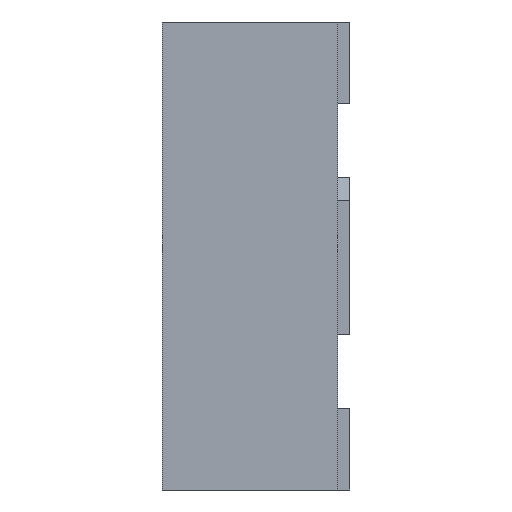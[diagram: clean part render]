
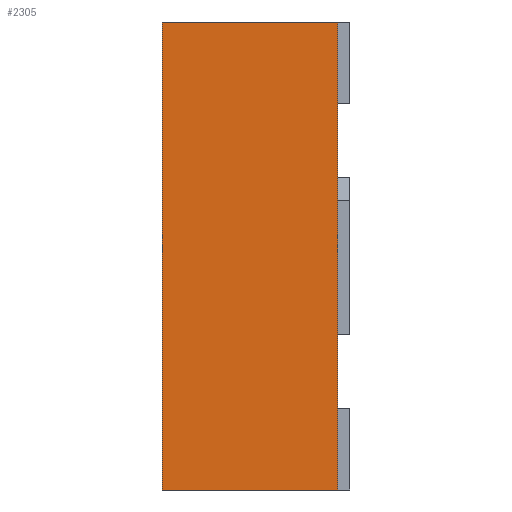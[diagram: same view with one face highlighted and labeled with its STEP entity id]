
A CAD part, left-side view. The second image highlights one B-rep face of the part: STEP entity #2305.
In plain terms, the highlighted planar face has unit normal (-1, 0, 0).
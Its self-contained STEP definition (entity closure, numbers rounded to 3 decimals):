
#17 = EDGE_LOOP ( 'NONE', ( #503, #1686, #863, #2281 ) ) ;
#102 = CARTESIAN_POINT ( 'NONE',  ( -1., 0.8, -1. ) ) ;
#243 = VERTEX_POINT ( 'NONE', #2402 ) ;
#367 = EDGE_CURVE ( 'NONE', #1769, #983, #1889, .T. ) ;
#415 = PLANE ( 'NONE',  #2419 ) ;
#449 = CARTESIAN_POINT ( 'NONE',  ( -1., 0.8, 0. ) ) ;
#503 = ORIENTED_EDGE ( 'NONE', *, *, #710, .F. ) ;
#558 = VECTOR ( 'NONE', #1763, 1000. ) ;
#581 = VERTEX_POINT ( 'NONE', #1072 ) ;
#610 = LINE ( 'NONE', #879, #558 ) ;
#680 = CARTESIAN_POINT ( 'NONE',  ( -1., 0.05, -1. ) ) ;
#710 = EDGE_CURVE ( 'NONE', #243, #983, #2168, .T. ) ;
#810 = DIRECTION ( 'NONE',  ( -1., 0., 0. ) ) ;
#863 = ORIENTED_EDGE ( 'NONE', *, *, #1800, .T. ) ;
#870 = VECTOR ( 'NONE', #1697, 1000. ) ;
#879 = CARTESIAN_POINT ( 'NONE',  ( -1., 0.8, 0. ) ) ;
#983 = VERTEX_POINT ( 'NONE', #680 ) ;
#1010 = FACE_OUTER_BOUND ( 'NONE', #17, .T. ) ;
#1027 = EDGE_CURVE ( 'NONE', #581, #243, #1324, .T. ) ;
#1072 = CARTESIAN_POINT ( 'NONE',  ( -1., 0.8, 1. ) ) ;
#1324 = LINE ( 'NONE', #1518, #870 ) ;
#1466 = CARTESIAN_POINT ( 'NONE',  ( -1., 0.8, -1. ) ) ;
#1480 = DIRECTION ( 'NONE',  ( 0., -1., 0. ) ) ;
#1518 = CARTESIAN_POINT ( 'NONE',  ( -1., 0.8, 1. ) ) ;
#1602 = DIRECTION ( 'NONE',  ( 0., 0., 1. ) ) ;
#1608 = VECTOR ( 'NONE', #1480, 1000. ) ;
#1686 = ORIENTED_EDGE ( 'NONE', *, *, #1027, .F. ) ;
#1697 = DIRECTION ( 'NONE',  ( 0., -1., 0. ) ) ;
#1706 = CARTESIAN_POINT ( 'NONE',  ( -1., 0.05, 0. ) ) ;
#1763 = DIRECTION ( 'NONE',  ( 0., 0., -1. ) ) ;
#1769 = VERTEX_POINT ( 'NONE', #1466 ) ;
#1800 = EDGE_CURVE ( 'NONE', #581, #1769, #610, .T. ) ;
#1884 = DIRECTION ( 'NONE',  ( 0., 0., -1. ) ) ;
#1889 = LINE ( 'NONE', #102, #1608 ) ;
#2168 = LINE ( 'NONE', #1706, #2360 ) ;
#2281 = ORIENTED_EDGE ( 'NONE', *, *, #367, .T. ) ;
#2305 = ADVANCED_FACE ( 'NONE', ( #1010 ), #415, .T. ) ;
#2360 = VECTOR ( 'NONE', #1884, 1000. ) ;
#2402 = CARTESIAN_POINT ( 'NONE',  ( -1., 0.05, 1. ) ) ;
#2419 = AXIS2_PLACEMENT_3D ( 'NONE', #449, #810, #1602 ) ;
